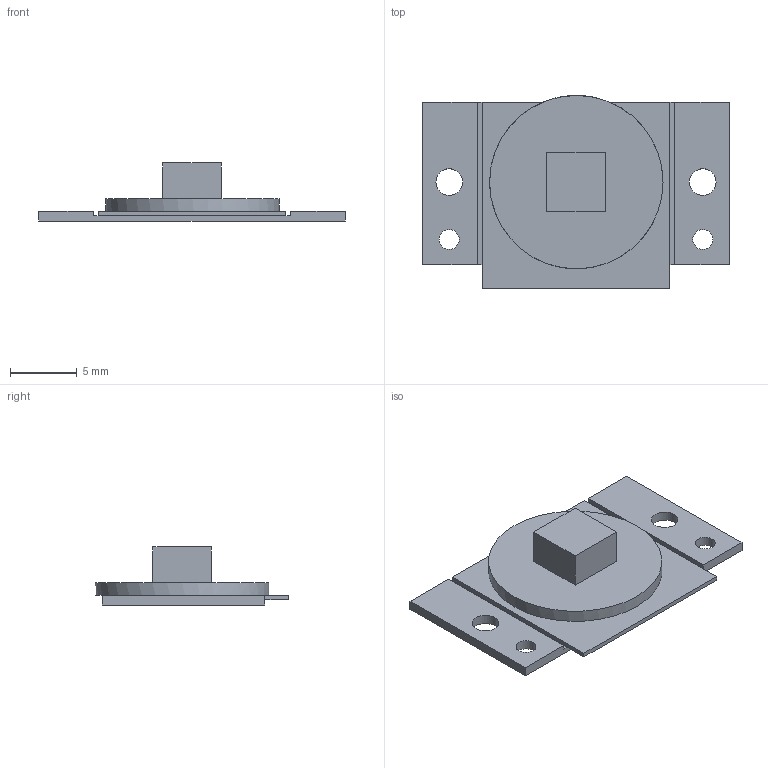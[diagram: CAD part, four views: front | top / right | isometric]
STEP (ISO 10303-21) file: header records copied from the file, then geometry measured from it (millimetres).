
FILE_DESCRIPTION(/* description */ (''),/* implementation_level */ '2;1');
FILE_NAME(/* name */ 'touchpad-part.step',/* time_stamp */ '2022-06-04T09:31:44+08:00',/* author */ (''),/* organization */ (''),/* preprocessor_version */ 'ST-DEVELOPER v19',/* originating_system */ 'Autodesk Translation Framework v11.7.0.108',/* authorisation */ '');
FILE_SCHEMA (('AUTOMOTIVE_DESIGN { 1 0 10303 214 3 1 1 }'));
Length unit declared in the file: millimetre
Products named in the file (1): touchpad
Bounding box: 23 x 14.48 x 4.36 mm (x, y, z)
Volume: 380.7 mm3; surface area: 765.7 mm2
Topology: 1 solids, 1 shells, 28 faces, 71 edges, 46 vertices
Faces by surface type: plane 23, cylinder 5
Full cylindrical faces by diameter (mm): 1.5 x2, 2 x2, 13 x1
Entity records: 909 total; most frequent: CARTESIAN_POINT 146, ORIENTED_EDGE 142, DIRECTION 141, EDGE_CURVE 71, LINE 59, VECTOR 59, VERTEX_POINT 46, AXIS2_PLACEMENT_3D 41
